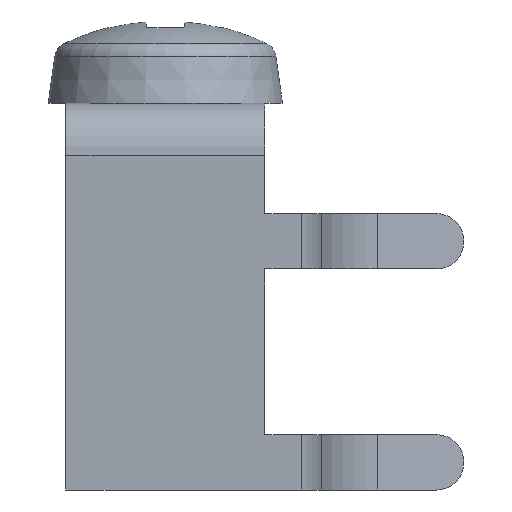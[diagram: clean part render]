
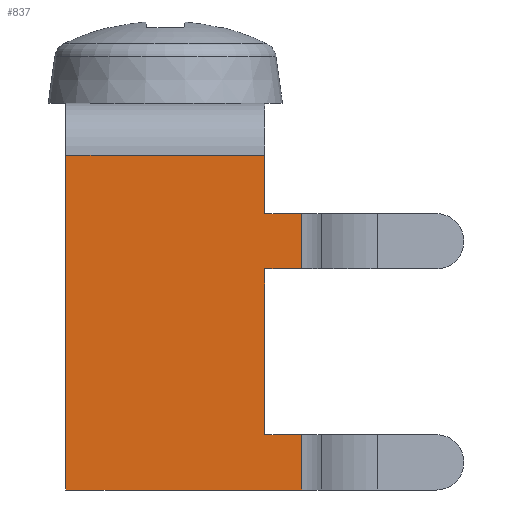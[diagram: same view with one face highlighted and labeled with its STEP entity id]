
A CAD part, left-side view. The second image highlights one B-rep face of the part: STEP entity #837.
In plain terms, the highlighted planar face has unit normal (-1, 0, 0).
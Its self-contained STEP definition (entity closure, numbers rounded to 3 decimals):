
#146 = VERTEX_POINT ( 'NONE', #1778 ) ;
#633 = EDGE_CURVE ( 'NONE', #146, #634, #3238, .T. ) ;
#634 = VERTEX_POINT ( 'NONE', #3291 ) ;
#681 = VERTEX_POINT ( 'NONE', #3330 ) ;
#732 = VERTEX_POINT ( 'NONE', #3433 ) ;
#746 = EDGE_CURVE ( 'NONE', #681, #747, #3464, .T. ) ;
#747 = VERTEX_POINT ( 'NONE', #3518 ) ;
#757 = ORIENTED_EDGE ( 'NONE', *, *, #746, .T. ) ;
#758 = ORIENTED_EDGE ( 'NONE', *, *, #768, .T. ) ;
#759 = VERTEX_POINT ( 'NONE', #3501 ) ;
#766 = VERTEX_POINT ( 'NONE', #3548 ) ;
#768 = EDGE_CURVE ( 'NONE', #747, #766, #3547, .T. ) ;
#807 = EDGE_CURVE ( 'NONE', #831, #841, #3553, .T. ) ;
#821 = ORIENTED_EDGE ( 'NONE', *, *, #822, .T. ) ;
#822 = EDGE_CURVE ( 'NONE', #766, #759, #3589, .T. ) ;
#823 = ORIENTED_EDGE ( 'NONE', *, *, #824, .T. ) ;
#824 = EDGE_CURVE ( 'NONE', #759, #634, #3585, .T. ) ;
#825 = ORIENTED_EDGE ( 'NONE', *, *, #633, .F. ) ;
#826 = ORIENTED_EDGE ( 'NONE', *, *, #827, .F. ) ;
#827 = EDGE_CURVE ( 'NONE', #828, #146, #3644, .T. ) ;
#828 = VERTEX_POINT ( 'NONE', #3640 ) ;
#829 = ORIENTED_EDGE ( 'NONE', *, *, #830, .T. ) ;
#830 = EDGE_CURVE ( 'NONE', #828, #831, #3639, .T. ) ;
#831 = VERTEX_POINT ( 'NONE', #3635 ) ;
#832 = ORIENTED_EDGE ( 'NONE', *, *, #807, .T. ) ;
#837 = ADVANCED_FACE ( 'NONE', ( #3623 ), #3622, .T. ) ;
#838 = EDGE_LOOP ( 'NONE', ( #839, #842, #757, #758, #821, #823, #825, #826, #829, #832 ) ) ;
#839 = ORIENTED_EDGE ( 'NONE', *, *, #840, .F. ) ;
#840 = EDGE_CURVE ( 'NONE', #732, #841, #3617, .T. ) ;
#841 = VERTEX_POINT ( 'NONE', #3675 ) ;
#842 = ORIENTED_EDGE ( 'NONE', *, *, #843, .F. ) ;
#843 = EDGE_CURVE ( 'NONE', #681, #732, #3674, .T. ) ;
#1778 = CARTESIAN_POINT ( 'NONE',  ( -3.175, 0., -3.81 ) ) ;
#3238 = LINE ( 'NONE', #3294, #3293 ) ;
#3291 = CARTESIAN_POINT ( 'NONE',  ( -3.175, 0., -7.62 ) ) ;
#3292 = DIRECTION ( 'NONE',  ( 0., 0., -1. ) ) ;
#3293 = VECTOR ( 'NONE', #3292, 1000. ) ;
#3294 = CARTESIAN_POINT ( 'NONE',  ( -3.175, 0., -1.194 ) ) ;
#3330 = CARTESIAN_POINT ( 'NONE',  ( -3.175, 4.572, -1.194 ) ) ;
#3433 = CARTESIAN_POINT ( 'NONE',  ( -3.175, 0., -1.194 ) ) ;
#3458 = DIRECTION ( 'NONE',  ( 0., 0., -1. ) ) ;
#3459 = VECTOR ( 'NONE', #3458, 1000. ) ;
#3460 = CARTESIAN_POINT ( 'NONE',  ( -3.175, 4.572, -1.194 ) ) ;
#3464 = LINE ( 'NONE', #3460, #3459 ) ;
#3501 = CARTESIAN_POINT ( 'NONE',  ( -3.175, -0.845, -7.62 ) ) ;
#3518 = CARTESIAN_POINT ( 'NONE',  ( -3.175, 4.572, -8.89 ) ) ;
#3544 = DIRECTION ( 'NONE',  ( 0., -1., 0. ) ) ;
#3545 = VECTOR ( 'NONE', #3544, 1000. ) ;
#3546 = CARTESIAN_POINT ( 'NONE',  ( -3.175, 4.572, -8.89 ) ) ;
#3547 = LINE ( 'NONE', #3546, #3545 ) ;
#3548 = CARTESIAN_POINT ( 'NONE',  ( -3.175, -0.845, -8.89 ) ) ;
#3552 = CARTESIAN_POINT ( 'NONE',  ( -3.175, -0.845, -2.54 ) ) ;
#3553 = LINE ( 'NONE', #3552, #3613 ) ;
#3582 = DIRECTION ( 'NONE',  ( 0., 1., 0. ) ) ;
#3583 = VECTOR ( 'NONE', #3582, 1000. ) ;
#3584 = CARTESIAN_POINT ( 'NONE',  ( -3.175, -0.845, -7.62 ) ) ;
#3585 = LINE ( 'NONE', #3584, #3583 ) ;
#3586 = DIRECTION ( 'NONE',  ( 0., 0., 1. ) ) ;
#3587 = VECTOR ( 'NONE', #3586, 1000. ) ;
#3588 = CARTESIAN_POINT ( 'NONE',  ( -3.175, -0.845, -8.89 ) ) ;
#3589 = LINE ( 'NONE', #3588, #3587 ) ;
#3612 = DIRECTION ( 'NONE',  ( 0., 1., 0. ) ) ;
#3613 = VECTOR ( 'NONE', #3612, 1000. ) ;
#3614 = DIRECTION ( 'NONE',  ( 0., 0., -1. ) ) ;
#3615 = VECTOR ( 'NONE', #3614, 1000. ) ;
#3616 = CARTESIAN_POINT ( 'NONE',  ( -3.175, 0., -1.194 ) ) ;
#3617 = LINE ( 'NONE', #3616, #3615 ) ;
#3618 = DIRECTION ( 'NONE',  ( 0., 0., 1. ) ) ;
#3619 = DIRECTION ( 'NONE',  ( -1., 0., 0. ) ) ;
#3620 = CARTESIAN_POINT ( 'NONE',  ( -3.175, 4.572, -1.194 ) ) ;
#3621 = AXIS2_PLACEMENT_3D ( 'NONE', #3620, #3619, #3618 ) ;
#3622 = PLANE ( 'NONE',  #3621 ) ;
#3623 = FACE_OUTER_BOUND ( 'NONE', #838, .T. ) ;
#3635 = CARTESIAN_POINT ( 'NONE',  ( -3.175, -0.845, -2.54 ) ) ;
#3636 = DIRECTION ( 'NONE',  ( 0., 0., 1. ) ) ;
#3637 = VECTOR ( 'NONE', #3636, 1000. ) ;
#3638 = CARTESIAN_POINT ( 'NONE',  ( -3.175, -0.845, -3.81 ) ) ;
#3639 = LINE ( 'NONE', #3638, #3637 ) ;
#3640 = CARTESIAN_POINT ( 'NONE',  ( -3.175, -0.845, -3.81 ) ) ;
#3641 = DIRECTION ( 'NONE',  ( 0., 1., 0. ) ) ;
#3642 = VECTOR ( 'NONE', #3641, 1000. ) ;
#3643 = CARTESIAN_POINT ( 'NONE',  ( -3.175, -0.845, -3.81 ) ) ;
#3644 = LINE ( 'NONE', #3643, #3642 ) ;
#3671 = DIRECTION ( 'NONE',  ( 0., -1., 0. ) ) ;
#3672 = VECTOR ( 'NONE', #3671, 1000. ) ;
#3673 = CARTESIAN_POINT ( 'NONE',  ( -3.175, 4.572, -1.194 ) ) ;
#3674 = LINE ( 'NONE', #3673, #3672 ) ;
#3675 = CARTESIAN_POINT ( 'NONE',  ( -3.175, 0., -2.54 ) ) ;
